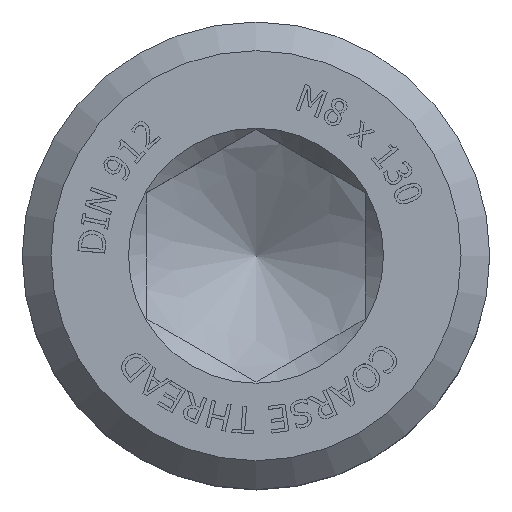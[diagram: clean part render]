
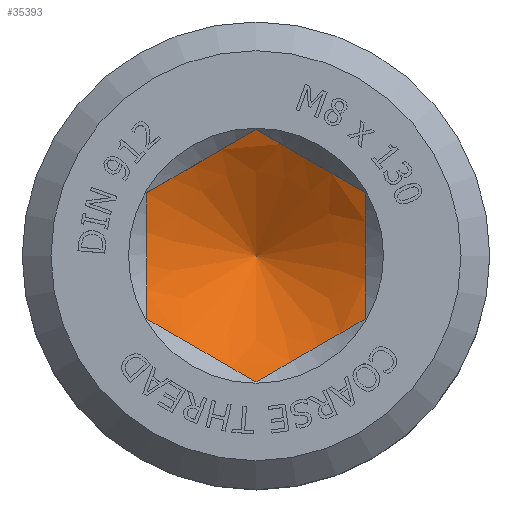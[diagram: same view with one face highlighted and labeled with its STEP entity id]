
A CAD part, top view. The second image highlights one B-rep face of the part: STEP entity #35393.
In plain terms, the highlighted conical face has half-angle 60 degrees and reference radius 2.6 mm.
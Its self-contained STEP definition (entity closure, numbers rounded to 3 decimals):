
#35041=CARTESIAN_POINT('',(0.,3.51,-4.0));
#35042=VERTEX_POINT('',#35041);
#35049=CARTESIAN_POINT('',(3.04,1.755,-4.0));
#35050=VERTEX_POINT('',#35049);
#35051=CARTESIAN_POINT('',(3.04,1.755,-4.0));
#35052=CARTESIAN_POINT('',(1.52,2.633,-4.507));
#35053=CARTESIAN_POINT('',(0.,3.51,-4.0));
#35061=(BOUNDED_CURVE()B_SPLINE_CURVE(2,(#35051,#35052,#35053),.UNSPECIFIED.,.F.,.U.)B_SPLINE_CURVE_WITH_KNOTS((3,3),(0.21,0.67),.UNSPECIFIED.)CURVE()GEOMETRIC_REPRESENTATION_ITEM()RATIONAL_B_SPLINE_CURVE((1.258,1.453,1.258))REPRESENTATION_ITEM(''));
#35062=EDGE_CURVE('',#35050,#35042,#35061,.T.);
#35079=CARTESIAN_POINT('',(-3.04,1.755,-4.0));
#35080=VERTEX_POINT('',#35079);
#35087=CARTESIAN_POINT('',(0.,3.51,-4.0));
#35088=CARTESIAN_POINT('',(-1.52,2.633,-4.507));
#35089=CARTESIAN_POINT('',(-3.04,1.755,-4.0));
#35097=(BOUNDED_CURVE()B_SPLINE_CURVE(2,(#35087,#35088,#35089),.UNSPECIFIED.,.F.,.U.)B_SPLINE_CURVE_WITH_KNOTS((3,3),(0.21,0.67),.UNSPECIFIED.)CURVE()GEOMETRIC_REPRESENTATION_ITEM()RATIONAL_B_SPLINE_CURVE((1.258,1.453,1.258))REPRESENTATION_ITEM(''));
#35098=EDGE_CURVE('',#35042,#35080,#35097,.T.);
#35110=CARTESIAN_POINT('',(-3.04,-1.755,-4.0));
#35111=VERTEX_POINT('',#35110);
#35118=CARTESIAN_POINT('',(-3.04,1.755,-4.0));
#35119=CARTESIAN_POINT('',(-3.04,0.,-4.507));
#35120=CARTESIAN_POINT('',(-3.04,-1.755,-4.0));
#35128=(BOUNDED_CURVE()B_SPLINE_CURVE(2,(#35118,#35119,#35120),.UNSPECIFIED.,.F.,.U.)B_SPLINE_CURVE_WITH_KNOTS((3,3),(0.21,0.67),.UNSPECIFIED.)CURVE()GEOMETRIC_REPRESENTATION_ITEM()RATIONAL_B_SPLINE_CURVE((1.258,1.453,1.258))REPRESENTATION_ITEM(''));
#35129=EDGE_CURVE('',#35080,#35111,#35128,.T.);
#35141=CARTESIAN_POINT('',(0.,-3.51,-4.0));
#35142=VERTEX_POINT('',#35141);
#35149=CARTESIAN_POINT('',(-3.04,-1.755,-4.0));
#35150=CARTESIAN_POINT('',(-1.52,-2.633,-4.507));
#35151=CARTESIAN_POINT('',(0.,-3.51,-4.0));
#35159=(BOUNDED_CURVE()B_SPLINE_CURVE(2,(#35149,#35150,#35151),.UNSPECIFIED.,.F.,.U.)B_SPLINE_CURVE_WITH_KNOTS((3,3),(0.21,0.67),.UNSPECIFIED.)CURVE()GEOMETRIC_REPRESENTATION_ITEM()RATIONAL_B_SPLINE_CURVE((1.258,1.453,1.258))REPRESENTATION_ITEM(''));
#35160=EDGE_CURVE('',#35111,#35142,#35159,.T.);
#35172=CARTESIAN_POINT('',(3.04,-1.755,-4.));
#35173=VERTEX_POINT('',#35172);
#35180=CARTESIAN_POINT('',(0.,-3.51,-4.0));
#35181=CARTESIAN_POINT('',(1.52,-2.633,-4.507));
#35182=CARTESIAN_POINT('',(3.04,-1.755,-4.));
#35190=(BOUNDED_CURVE()B_SPLINE_CURVE(2,(#35180,#35181,#35182),.UNSPECIFIED.,.F.,.U.)B_SPLINE_CURVE_WITH_KNOTS((3,3),(0.21,0.67),.UNSPECIFIED.)CURVE()GEOMETRIC_REPRESENTATION_ITEM()RATIONAL_B_SPLINE_CURVE((1.258,1.453,1.258))REPRESENTATION_ITEM(''));
#35191=EDGE_CURVE('',#35142,#35173,#35190,.T.);
#35204=CARTESIAN_POINT('',(3.04,-1.755,-4.));
#35205=CARTESIAN_POINT('',(3.04,0.,-4.507));
#35206=CARTESIAN_POINT('',(3.04,1.755,-4.0));
#35214=(BOUNDED_CURVE()B_SPLINE_CURVE(2,(#35204,#35205,#35206),.UNSPECIFIED.,.F.,.U.)B_SPLINE_CURVE_WITH_KNOTS((3,3),(0.21,0.67),.UNSPECIFIED.)CURVE()GEOMETRIC_REPRESENTATION_ITEM()RATIONAL_B_SPLINE_CURVE((1.258,1.453,1.258))REPRESENTATION_ITEM(''));
#35215=EDGE_CURVE('',#35173,#35050,#35214,.T.);
#35380=CARTESIAN_POINT('',(0.0,0.,-4.526));
#35381=DIRECTION('',(0.0,0.,1.0));
#35382=DIRECTION('',(0.0,1.0,0.0));
#35383=AXIS2_PLACEMENT_3D('',#35380,#35381,#35382);
#35384=CONICAL_SURFACE('',#35383,2.6,60.);
#35385=ORIENTED_EDGE('',*,*,#35129,.T.);
#35386=ORIENTED_EDGE('',*,*,#35160,.T.);
#35387=ORIENTED_EDGE('',*,*,#35191,.T.);
#35388=ORIENTED_EDGE('',*,*,#35215,.T.);
#35389=ORIENTED_EDGE('',*,*,#35062,.T.);
#35390=ORIENTED_EDGE('',*,*,#35098,.T.);
#35391=EDGE_LOOP('',(#35385,#35386,#35387,#35388,#35389,#35390));
#35392=FACE_OUTER_BOUND('',#35391,.T.);
#35393=ADVANCED_FACE('',(#35392),#35384,.F.);
